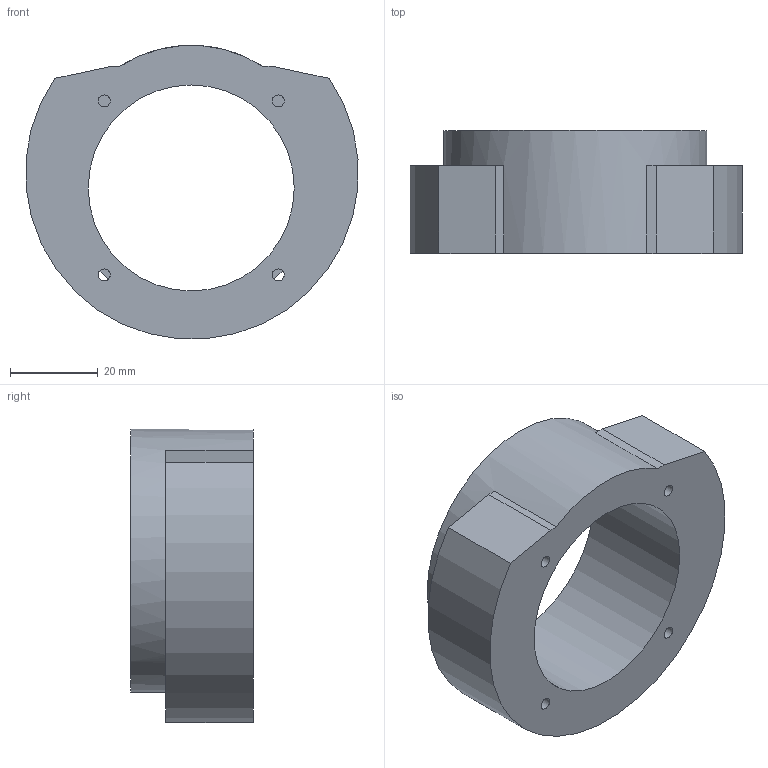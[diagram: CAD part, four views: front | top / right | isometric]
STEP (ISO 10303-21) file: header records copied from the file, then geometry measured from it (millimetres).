
FILE_DESCRIPTION(/* description */ (''),/* implementation_level */ '2;1');
FILE_NAME(/* name */ 'In-Shell smoke kit mount.step',/* time_stamp */ '2023-01-24T13:26:59Z',/* author */ (''),/* organization */ (''),/* preprocessor_version */ 'ST-DEVELOPER v19.2',/* originating_system */ 'Autodesk Translation Framework v11.17.0.187',/* authorisation */ '');
FILE_SCHEMA (('AUTOMOTIVE_DESIGN { 1 0 10303 214 3 1 1 }'));
Length unit declared in the file: millimetre
Products named in the file (1): In-Shell smoke kit mount
Bounding box: 75.75 x 28 x 66.95 mm (x, y, z)
Volume: 54670.6 mm3; surface area: 15567.3 mm2
Topology: 1 solids, 1 shells, 18 faces, 44 edges, 28 vertices
Faces by surface type: plane 11, cylinder 7
Full cylindrical faces by diameter (mm): 2.75 x4, 47 x1, 60 x1
Entity records: 585 total; most frequent: DIRECTION 106, CARTESIAN_POINT 91, ORIENTED_EDGE 88, EDGE_CURVE 44, AXIS2_PLACEMENT_3D 43, VERTEX_POINT 28, CIRCLE 24, EDGE_LOOP 24
